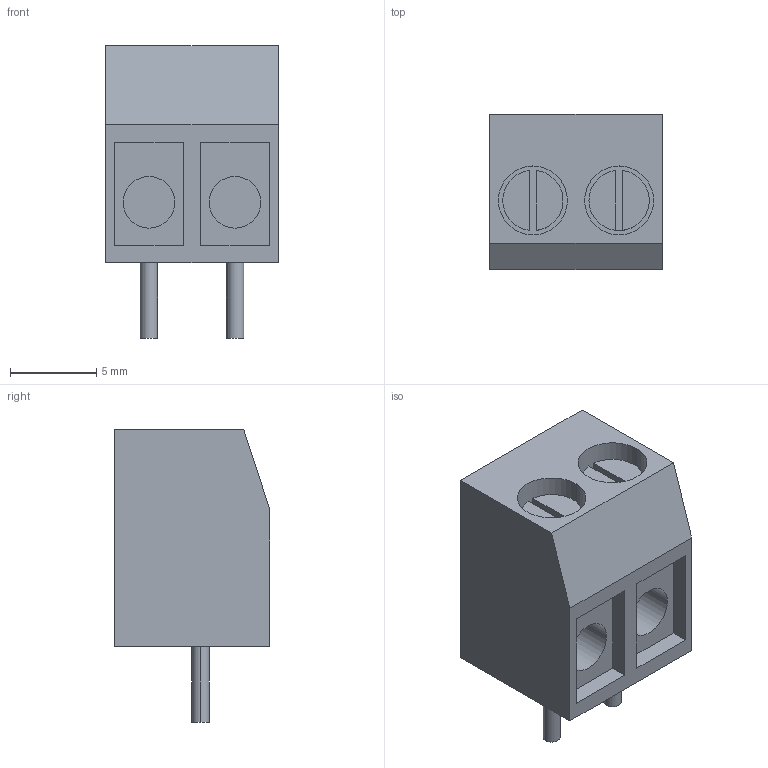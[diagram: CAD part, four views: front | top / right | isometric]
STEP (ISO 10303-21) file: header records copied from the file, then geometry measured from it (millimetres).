
FILE_DESCRIPTION (( 'STEP AP214' ), '1' );
FILE_NAME ('User Library-DG300-5.0-02P-12.STEP', '2016-02-23T11:26:07', ( 'Windows User' ), ( '' ), 'SwSTEP 2.0', 'SolidWorks 2016', '' );
FILE_SCHEMA (( 'AUTOMOTIVE_DESIGN' ));
Length unit declared in the file: millimetre
Products named in the file (1): User Library-DG300-5.0-02P-12
Bounding box: 10 x 9 x 17 mm (x, y, z)
Surface area: 886.5 mm2 (no closed solid volume)
Topology: 0 solids, 2 shells, 51 faces, 113 edges, 74 vertices
Faces by surface type: plane 31, cylinder 20
Entity records: 1994 total; most frequent: DIRECTION 251, CARTESIAN_POINT 245, ORIENTED_EDGE 218, EDGE_CURVE 113, AXIS2_PLACEMENT_3D 88, VECTOR 75, LINE 75, VERTEX_POINT 74
